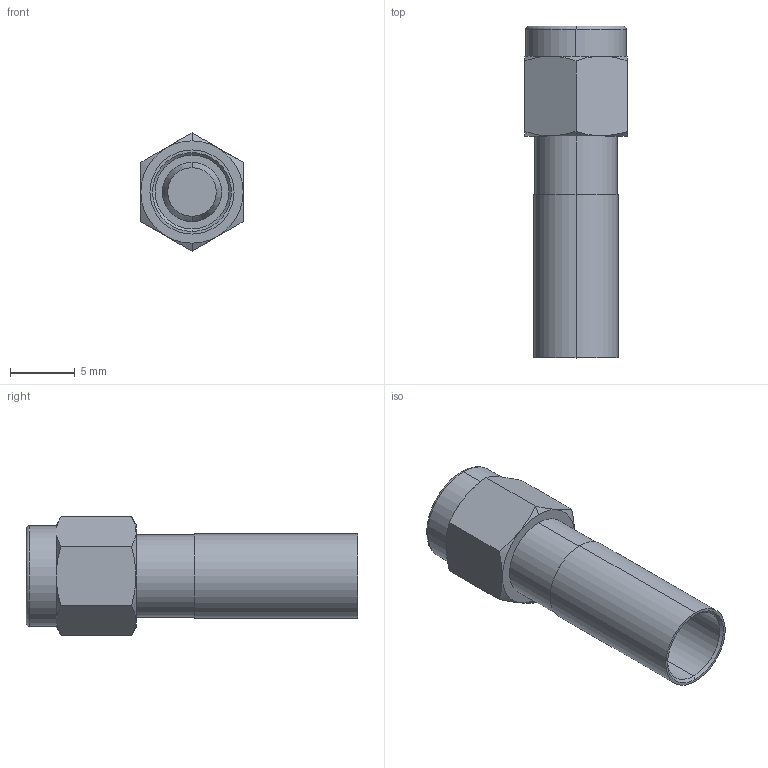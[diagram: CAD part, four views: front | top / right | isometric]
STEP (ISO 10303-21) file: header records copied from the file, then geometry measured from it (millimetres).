
FILE_DESCRIPTION((''),'2;1');
FILE_NAME('2','2021-08-11T',('Administrator'),(''),'PRO/ENGINEER BY PARAMETRIC TECHNOLOGY CORPORATION, 2012090','PRO/ENGINEER BY PARAMETRIC TECHNOLOGY CORPORATION, 2012090','');
FILE_SCHEMA(('CONFIG_CONTROL_DESIGN'));
Length unit declared in the file: millimetre
Products named in the file (1): 2
Bounding box: 7.92 x 25.65 x 9.15 mm (x, y, z)
Volume: 641.6 mm3; surface area: 1193.7 mm2
Topology: 1 solids, 1 shells, 72 faces, 163 edges, 103 vertices
Faces by surface type: cylinder 26, plane 20, cone 18, bspline 6, torus 2
Entity records: 3354 total; most frequent: CARTESIAN_POINT 1745, ORIENTED_EDGE 326, DIRECTION 314, EDGE_CURVE 163, AXIS2_PLACEMENT_3D 128, VERTEX_POINT 103, EDGE_LOOP 82, FACE_OUTER_BOUND 72
